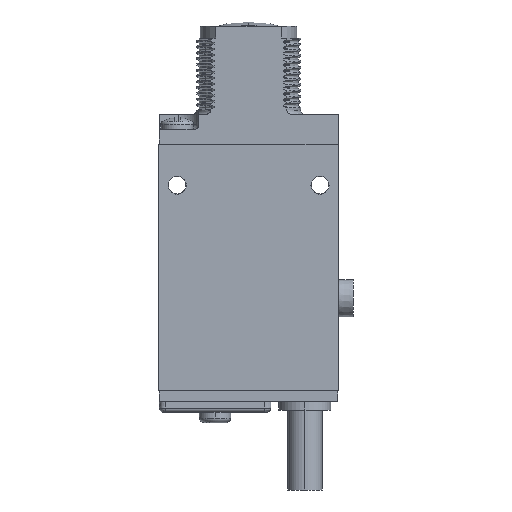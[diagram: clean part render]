
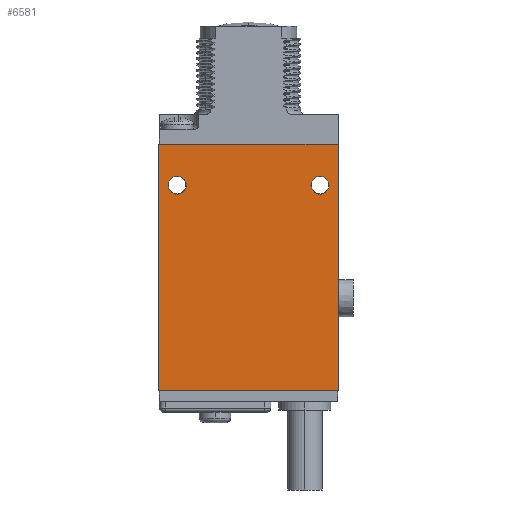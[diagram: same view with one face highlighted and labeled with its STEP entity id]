
A CAD part, left-side view. The second image highlights one B-rep face of the part: STEP entity #6581.
In plain terms, the highlighted planar face has unit normal (-1, 0, 0).
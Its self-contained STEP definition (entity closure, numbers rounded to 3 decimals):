
#1=DIRECTION('',(0.,-1.,0.));
#2=VECTOR('',#1,0.076);
#3=CARTESIAN_POINT('',(-6.02,-15.291,0.));
#4=LINE('',#3,#2);
#5=DIRECTION('',(0.,0.,-1.));
#6=VECTOR('',#5,42.164);
#7=CARTESIAN_POINT('',(-6.02,-15.367,0.));
#8=LINE('',#7,#6);
#9=DIRECTION('',(0.,1.,0.));
#10=VECTOR('',#9,30.785);
#11=CARTESIAN_POINT('',(-6.02,-15.367,-42.164));
#12=LINE('',#11,#10);
#13=DIRECTION('',(0.,0.,1.));
#14=VECTOR('',#13,42.164);
#15=CARTESIAN_POINT('',(-6.02,15.418,-42.164));
#16=LINE('',#15,#14);
#17=DIRECTION('',(0.,-1.,0.));
#18=VECTOR('',#17,0.127);
#19=CARTESIAN_POINT('',(-6.02,15.418,0.));
#20=LINE('',#19,#18);
#21=DIRECTION('',(0.,1.,0.));
#22=VECTOR('',#21,30.582);
#23=CARTESIAN_POINT('',(-6.02,-15.291,0.));
#24=LINE('',#23,#22);
#25=CARTESIAN_POINT('',(-6.02,12.243,-6.985));
#26=DIRECTION('',(1.,0.,0.));
#27=DIRECTION('',(0.,0.,-1.));
#28=AXIS2_PLACEMENT_3D('',#25,#26,#27);
#30=CARTESIAN_POINT('',(-6.02,12.243,-6.985));
#31=DIRECTION('',(1.,0.,0.));
#32=DIRECTION('',(0.,0.,1.));
#33=AXIS2_PLACEMENT_3D('',#30,#31,#32);
#35=CARTESIAN_POINT('',(-6.02,-12.192,-6.985));
#36=DIRECTION('',(1.,0.,0.));
#37=DIRECTION('',(0.,0.,-1.));
#38=AXIS2_PLACEMENT_3D('',#35,#36,#37);
#40=CARTESIAN_POINT('',(-6.02,-12.192,-6.985));
#41=DIRECTION('',(1.,0.,0.));
#42=DIRECTION('',(0.,0.,1.));
#43=AXIS2_PLACEMENT_3D('',#40,#41,#42);
#5777=CARTESIAN_POINT('',(-6.02,-15.367,0.));
#5778=CARTESIAN_POINT('',(-6.02,-15.367,-42.164));
#5779=VERTEX_POINT('',#5777);
#5780=VERTEX_POINT('',#5778);
#5781=CARTESIAN_POINT('',(-6.02,15.418,-42.164));
#5782=VERTEX_POINT('',#5781);
#5783=CARTESIAN_POINT('',(-6.02,15.418,0.));
#5784=VERTEX_POINT('',#5783);
#5793=CARTESIAN_POINT('',(-6.02,12.243,-8.535));
#5794=CARTESIAN_POINT('',(-6.02,12.243,-5.435));
#5795=VERTEX_POINT('',#5793);
#5796=VERTEX_POINT('',#5794);
#5797=CARTESIAN_POINT('',(-6.02,-12.192,-8.535));
#5798=CARTESIAN_POINT('',(-6.02,-12.192,-5.435));
#5799=VERTEX_POINT('',#5797);
#5800=VERTEX_POINT('',#5798);
#6370=CARTESIAN_POINT('',(-6.02,-15.291,0.));
#6371=CARTESIAN_POINT('',(-6.02,15.291,0.));
#6372=VERTEX_POINT('',#6370);
#6373=VERTEX_POINT('',#6371);
#6550=CARTESIAN_POINT('',(-6.02,-15.367,0.));
#6551=DIRECTION('',(1.,0.,0.));
#6552=DIRECTION('',(0.,0.,-1.));
#6553=AXIS2_PLACEMENT_3D('',#6550,#6551,#6552);
#6554=PLANE('',#6553);
#6556=ORIENTED_EDGE('',*,*,#6555,.T.);
#6558=ORIENTED_EDGE('',*,*,#6557,.T.);
#6560=ORIENTED_EDGE('',*,*,#6559,.T.);
#6562=ORIENTED_EDGE('',*,*,#6561,.T.);
#6564=ORIENTED_EDGE('',*,*,#6563,.T.);
#6566=ORIENTED_EDGE('',*,*,#6565,.F.);
#6567=EDGE_LOOP('',(#6556,#6558,#6560,#6562,#6564,#6566));
#6568=FACE_OUTER_BOUND('',#6567,.F.);
#6570=ORIENTED_EDGE('',*,*,#6569,.F.);
#6572=ORIENTED_EDGE('',*,*,#6571,.F.);
#6573=EDGE_LOOP('',(#6570,#6572));
#6574=FACE_BOUND('',#6573,.F.);
#6576=ORIENTED_EDGE('',*,*,#6575,.F.);
#6578=ORIENTED_EDGE('',*,*,#6577,.F.);
#6579=EDGE_LOOP('',(#6576,#6578));
#6580=FACE_BOUND('',#6579,.F.);
#6581=ADVANCED_FACE('',(#6568,#6574,#6580),#6554,.F.);
#29=CIRCLE('',#28,1.55);
#34=CIRCLE('',#33,1.55);
#39=CIRCLE('',#38,1.55);
#44=CIRCLE('',#43,1.55);
#6555=EDGE_CURVE('',#6372,#5779,#4,.T.);
#6557=EDGE_CURVE('',#5779,#5780,#8,.T.);
#6559=EDGE_CURVE('',#5780,#5782,#12,.T.);
#6561=EDGE_CURVE('',#5782,#5784,#16,.T.);
#6563=EDGE_CURVE('',#5784,#6373,#20,.T.);
#6565=EDGE_CURVE('',#6372,#6373,#24,.T.);
#6569=EDGE_CURVE('',#5795,#5796,#29,.T.);
#6571=EDGE_CURVE('',#5796,#5795,#34,.T.);
#6575=EDGE_CURVE('',#5799,#5800,#39,.T.);
#6577=EDGE_CURVE('',#5800,#5799,#44,.T.);
